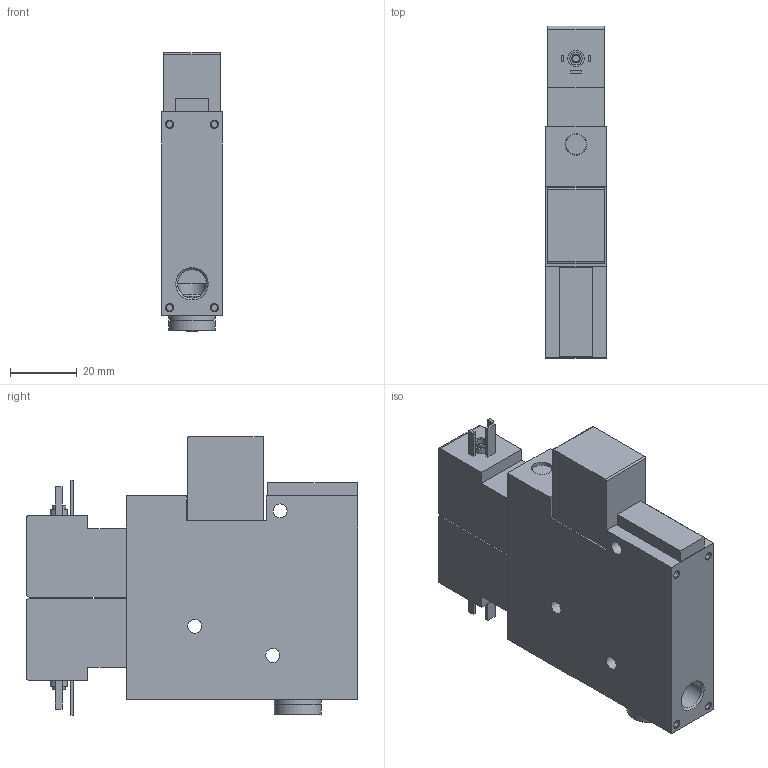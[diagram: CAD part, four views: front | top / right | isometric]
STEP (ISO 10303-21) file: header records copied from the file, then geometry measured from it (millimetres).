
FILE_DESCRIPTION(/* description */ ('STEP AP214'),/* implementation_level */ '2;1');
FILE_NAME(/* name */ '162508_VADMI-95',/* time_stamp */ '2024-09-16T06:35:12+02:00',/* author */ ('License CC BY-ND 4.0'),/* organization */ ('CADENAS'),/* preprocessor_version */ 'ST-DEVELOPER v19.3',/* originating_system */ 'PARTsolutions',/* authorisation */ ' ');
FILE_SCHEMA (('AUTOMOTIVE_DESIGN {1 0 10303 214 3 1 1}'));
Length unit declared in the file: millimetre
Products named in the file (3): 162508 VADMI-95; 162508 VADMI-95_(p); 3568 B-1/8
Assembly tree (2 placements, depth 2):
  162508 VADMI-95
    162508 VADMI-95_(p)
    3568 B-1/8
Bounding box: 18 x 99.4 x 83.6 mm (x, y, z)
Volume: 105507.1 mm3; surface area: 23436.4 mm2
Topology: 2 solids, 2 shells, 136 faces, 296 edges, 191 vertices
Faces by surface type: plane 91, cylinder 30, cone 14, torus 1
Full cylindrical faces by diameter (mm): 2.013 x6, 2.5 x2, 3.8 x2, 4.2 x3, 5 x2, 6.5 x2, 8.566 x3, 9.728 x1, 12.6 x1, 14 x2
Entity records: 4379 total; most frequent: CARTESIAN_POINT 607, DIRECTION 601, ORIENTED_EDGE 510, EDGE_CURVE 255, AXIS2_PLACEMENT_3D 213, EDGE_LOOP 210, FACE_BOUND 210, VERTEX_POINT 189
